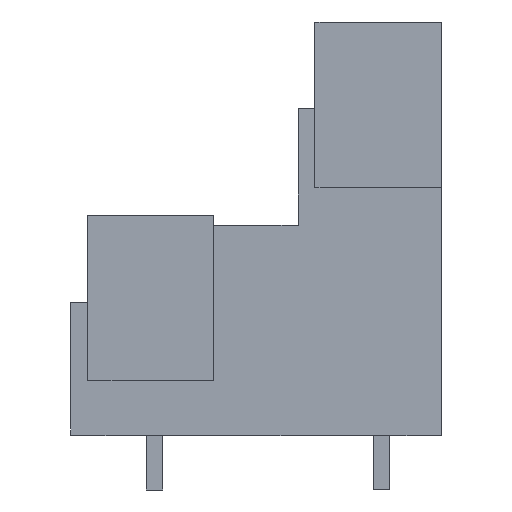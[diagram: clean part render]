
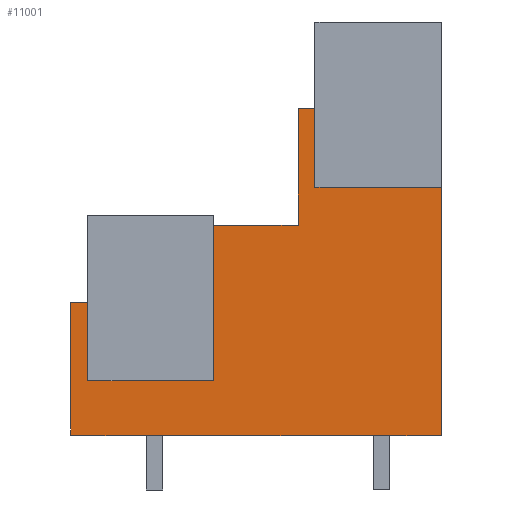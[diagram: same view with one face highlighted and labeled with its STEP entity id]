
A CAD part, left-side view. The second image highlights one B-rep face of the part: STEP entity #11001.
In plain terms, the highlighted planar face has unit normal (-1, 0, 0).
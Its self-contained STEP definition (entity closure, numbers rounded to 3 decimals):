
#10886=AXIS2_PLACEMENT_3D('Plane Axis2P3D',#10883,#10884,#10885) ;
#9161=CARTESIAN_POINT('Vertex',(0.7,7.5,22.6)) ;
#9164=CARTESIAN_POINT('Line Origine',(0.7,7.5,20.275)) ;
#9168=CARTESIAN_POINT('Vertex',(0.7,7.5,17.95)) ;
#9558=CARTESIAN_POINT('Vertex',(0.7,0.,17.95)) ;
#9561=CARTESIAN_POINT('Line Origine',(0.7,0.,10.575)) ;
#9565=CARTESIAN_POINT('Vertex',(0.7,0.,3.2)) ;
#10867=CARTESIAN_POINT('Vertex',(0.7,8.5,22.6)) ;
#10870=CARTESIAN_POINT('Line Origine',(0.7,8.,22.6)) ;
#10883=CARTESIAN_POINT('Axis2P3D Location',(0.7,0.,3.6)) ;
#10888=CARTESIAN_POINT('Line Origine',(0.7,17.,3.2)) ;
#10892=CARTESIAN_POINT('Vertex',(0.7,15.,3.2)) ;
#10894=CARTESIAN_POINT('Vertex',(0.7,19.,3.2)) ;
#10897=CARTESIAN_POINT('Line Origine',(0.7,10.5,3.2)) ;
#10901=CARTESIAN_POINT('Vertex',(0.7,6.,3.2)) ;
#10904=CARTESIAN_POINT('Line Origine',(0.7,4.5,3.2)) ;
#10908=CARTESIAN_POINT('Vertex',(0.7,3.,3.2)) ;
#10911=CARTESIAN_POINT('Line Origine',(0.7,1.5,3.2)) ;
#10916=CARTESIAN_POINT('Line Origine',(0.7,3.75,17.95)) ;
#10921=CARTESIAN_POINT('Line Origine',(0.7,8.5,19.15)) ;
#10925=CARTESIAN_POINT('Vertex',(0.7,8.5,15.7)) ;
#10928=CARTESIAN_POINT('Line Origine',(0.7,11.013,15.7)) ;
#10932=CARTESIAN_POINT('Vertex',(0.7,13.525,15.7)) ;
#10935=CARTESIAN_POINT('Line Origine',(0.7,13.525,11.075)) ;
#10939=CARTESIAN_POINT('Vertex',(0.7,13.525,6.45)) ;
#10942=CARTESIAN_POINT('Line Origine',(0.7,17.25,6.45)) ;
#10946=CARTESIAN_POINT('Vertex',(0.7,20.975,6.45)) ;
#10949=CARTESIAN_POINT('Line Origine',(0.7,20.975,8.775)) ;
#10953=CARTESIAN_POINT('Vertex',(0.7,20.975,11.1)) ;
#10956=CARTESIAN_POINT('Line Origine',(0.7,21.487,11.1)) ;
#10960=CARTESIAN_POINT('Vertex',(0.7,22.,11.1)) ;
#10963=CARTESIAN_POINT('Line Origine',(0.7,22.,7.35)) ;
#10967=CARTESIAN_POINT('Vertex',(0.7,22.,3.6)) ;
#10970=CARTESIAN_POINT('Line Origine',(0.7,22.,3.4)) ;
#10974=CARTESIAN_POINT('Vertex',(0.7,22.,3.2)) ;
#10977=CARTESIAN_POINT('Line Origine',(0.7,20.5,3.2)) ;
#9165=DIRECTION('Vector Direction',(0.,0.,-1.)) ;
#9562=DIRECTION('Vector Direction',(0.,0.,1.)) ;
#10871=DIRECTION('Vector Direction',(0.,1.,0.)) ;
#10884=DIRECTION('Axis2P3D Direction',(-1.,0.,0.)) ;
#10885=DIRECTION('Axis2P3D XDirection',(0.,0.,-1.)) ;
#10889=DIRECTION('Vector Direction',(0.,-1.,0.)) ;
#10898=DIRECTION('Vector Direction',(0.,-1.,0.)) ;
#10905=DIRECTION('Vector Direction',(0.,-1.,0.)) ;
#10912=DIRECTION('Vector Direction',(0.,-1.,0.)) ;
#10917=DIRECTION('Vector Direction',(0.,-1.,0.)) ;
#10922=DIRECTION('Vector Direction',(0.,0.,-1.)) ;
#10929=DIRECTION('Vector Direction',(0.,1.,0.)) ;
#10936=DIRECTION('Vector Direction',(0.,0.,-1.)) ;
#10943=DIRECTION('Vector Direction',(0.,-1.,0.)) ;
#10950=DIRECTION('Vector Direction',(0.,0.,-1.)) ;
#10957=DIRECTION('Vector Direction',(0.,1.,0.)) ;
#10964=DIRECTION('Vector Direction',(0.,0.,1.)) ;
#10971=DIRECTION('Vector Direction',(0.,0.,-1.)) ;
#10978=DIRECTION('Vector Direction',(0.,-1.,0.)) ;
#9166=VECTOR('Line Direction',#9165,1.) ;
#9563=VECTOR('Line Direction',#9562,1.) ;
#10872=VECTOR('Line Direction',#10871,1.) ;
#10890=VECTOR('Line Direction',#10889,1.) ;
#10899=VECTOR('Line Direction',#10898,1.) ;
#10906=VECTOR('Line Direction',#10905,1.) ;
#10913=VECTOR('Line Direction',#10912,1.) ;
#10918=VECTOR('Line Direction',#10917,1.) ;
#10923=VECTOR('Line Direction',#10922,1.) ;
#10930=VECTOR('Line Direction',#10929,1.) ;
#10937=VECTOR('Line Direction',#10936,1.) ;
#10944=VECTOR('Line Direction',#10943,1.) ;
#10951=VECTOR('Line Direction',#10950,1.) ;
#10958=VECTOR('Line Direction',#10957,1.) ;
#10965=VECTOR('Line Direction',#10964,1.) ;
#10972=VECTOR('Line Direction',#10971,1.) ;
#10979=VECTOR('Line Direction',#10978,1.) ;
#10983=ORIENTED_EDGE('',*,*,#10896,.F.) ;
#10984=ORIENTED_EDGE('',*,*,#10903,.T.) ;
#10985=ORIENTED_EDGE('',*,*,#10910,.F.) ;
#10986=ORIENTED_EDGE('',*,*,#10915,.T.) ;
#10987=ORIENTED_EDGE('',*,*,#9567,.T.) ;
#10988=ORIENTED_EDGE('',*,*,#10920,.F.) ;
#10989=ORIENTED_EDGE('',*,*,#9170,.F.) ;
#10990=ORIENTED_EDGE('',*,*,#10874,.T.) ;
#10991=ORIENTED_EDGE('',*,*,#10927,.T.) ;
#10992=ORIENTED_EDGE('',*,*,#10934,.T.) ;
#10993=ORIENTED_EDGE('',*,*,#10941,.T.) ;
#10994=ORIENTED_EDGE('',*,*,#10948,.F.) ;
#10995=ORIENTED_EDGE('',*,*,#10955,.F.) ;
#10996=ORIENTED_EDGE('',*,*,#10962,.T.) ;
#10997=ORIENTED_EDGE('',*,*,#10969,.F.) ;
#10998=ORIENTED_EDGE('',*,*,#10976,.F.) ;
#10999=ORIENTED_EDGE('',*,*,#10981,.T.) ;
#11001=ADVANCED_FACE('Model',(#11000),#10887,.T.) ;
#9170=EDGE_CURVE('',#9162,#9169,#9167,.T.) ;
#9567=EDGE_CURVE('',#9566,#9559,#9564,.T.) ;
#10874=EDGE_CURVE('',#9162,#10868,#10873,.T.) ;
#10896=EDGE_CURVE('',#10893,#10895,#10891,.F.) ;
#10903=EDGE_CURVE('',#10893,#10902,#10900,.T.) ;
#10910=EDGE_CURVE('',#10909,#10902,#10907,.F.) ;
#10915=EDGE_CURVE('',#10909,#9566,#10914,.T.) ;
#10920=EDGE_CURVE('',#9169,#9559,#10919,.T.) ;
#10927=EDGE_CURVE('',#10868,#10926,#10924,.T.) ;
#10934=EDGE_CURVE('',#10926,#10933,#10931,.T.) ;
#10941=EDGE_CURVE('',#10933,#10940,#10938,.T.) ;
#10948=EDGE_CURVE('',#10947,#10940,#10945,.T.) ;
#10955=EDGE_CURVE('',#10954,#10947,#10952,.T.) ;
#10962=EDGE_CURVE('',#10954,#10961,#10959,.T.) ;
#10969=EDGE_CURVE('',#10968,#10961,#10966,.T.) ;
#10976=EDGE_CURVE('',#10975,#10968,#10973,.F.) ;
#10981=EDGE_CURVE('',#10975,#10895,#10980,.T.) ;
#10982=EDGE_LOOP('',(#10983,#10984,#10985,#10986,#10987,#10988,#10989,#10990,#10991,#10992,#10993,#10994,#10995,#10996,#10997,#10998,#10999)) ;
#11000=FACE_OUTER_BOUND('',#10982,.T.) ;
#9167=LINE('Line',#9164,#9166) ;
#9564=LINE('Line',#9561,#9563) ;
#10873=LINE('Line',#10870,#10872) ;
#10891=LINE('Line',#10888,#10890) ;
#10900=LINE('Line',#10897,#10899) ;
#10907=LINE('Line',#10904,#10906) ;
#10914=LINE('Line',#10911,#10913) ;
#10919=LINE('Line',#10916,#10918) ;
#10924=LINE('Line',#10921,#10923) ;
#10931=LINE('Line',#10928,#10930) ;
#10938=LINE('Line',#10935,#10937) ;
#10945=LINE('Line',#10942,#10944) ;
#10952=LINE('Line',#10949,#10951) ;
#10959=LINE('Line',#10956,#10958) ;
#10966=LINE('Line',#10963,#10965) ;
#10973=LINE('Line',#10970,#10972) ;
#10980=LINE('Line',#10977,#10979) ;
#10887=PLANE('',#10886) ;
#9162=VERTEX_POINT('',#9161) ;
#9169=VERTEX_POINT('',#9168) ;
#9559=VERTEX_POINT('',#9558) ;
#9566=VERTEX_POINT('',#9565) ;
#10868=VERTEX_POINT('',#10867) ;
#10893=VERTEX_POINT('',#10892) ;
#10895=VERTEX_POINT('',#10894) ;
#10902=VERTEX_POINT('',#10901) ;
#10909=VERTEX_POINT('',#10908) ;
#10926=VERTEX_POINT('',#10925) ;
#10933=VERTEX_POINT('',#10932) ;
#10940=VERTEX_POINT('',#10939) ;
#10947=VERTEX_POINT('',#10946) ;
#10954=VERTEX_POINT('',#10953) ;
#10961=VERTEX_POINT('',#10960) ;
#10968=VERTEX_POINT('',#10967) ;
#10975=VERTEX_POINT('',#10974) ;
